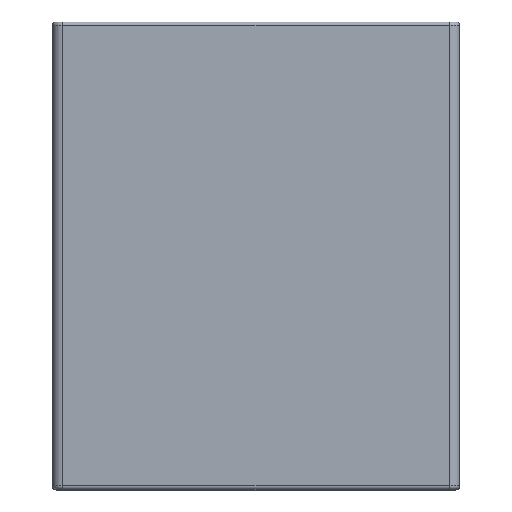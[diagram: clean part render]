
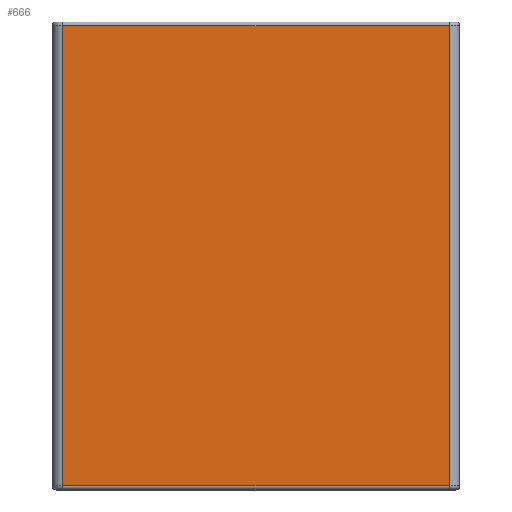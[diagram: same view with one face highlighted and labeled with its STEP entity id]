
A CAD part, top view. The second image highlights one B-rep face of the part: STEP entity #666.
In plain terms, the highlighted planar face has unit normal (0, 0, 1).
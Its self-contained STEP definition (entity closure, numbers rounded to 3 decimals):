
#159 = VERTEX_POINT('',#160);
#160 = CARTESIAN_POINT('',(-9.24,-10.23,7.2));
#216 = EDGE_CURVE('',#159,#217,#219,.T.);
#217 = VERTEX_POINT('',#218);
#218 = CARTESIAN_POINT('',(0.36,-10.23,7.2));
#219 = LINE('',#220,#221);
#220 = CARTESIAN_POINT('',(-9.24,-10.23,7.2));
#221 = VECTOR('',#222,1.);
#222 = DIRECTION('',(1.,0.,0.));
#616 = VERTEX_POINT('',#617);
#617 = CARTESIAN_POINT('',(-9.24,1.19,7.2));
#624 = EDGE_CURVE('',#616,#159,#625,.T.);
#625 = LINE('',#626,#627);
#626 = CARTESIAN_POINT('',(-9.24,1.28,7.2));
#627 = VECTOR('',#628,1.);
#628 = DIRECTION('',(0.,-1.,0.));
#666 = ADVANCED_FACE('',(#667),#685,.T.);
#667 = FACE_BOUND('',#668,.T.);
#668 = EDGE_LOOP('',(#669,#677,#683,#684));
#669 = ORIENTED_EDGE('',*,*,#670,.T.);
#670 = EDGE_CURVE('',#217,#671,#673,.T.);
#671 = VERTEX_POINT('',#672);
#672 = CARTESIAN_POINT('',(0.36,1.19,7.2));
#673 = LINE('',#674,#675);
#674 = CARTESIAN_POINT('',(0.36,-10.32,7.2));
#675 = VECTOR('',#676,1.);
#676 = DIRECTION('',(0.,1.,0.));
#677 = ORIENTED_EDGE('',*,*,#678,.T.);
#678 = EDGE_CURVE('',#671,#616,#679,.T.);
#679 = LINE('',#680,#681);
#680 = CARTESIAN_POINT('',(0.36,1.19,7.2));
#681 = VECTOR('',#682,1.);
#682 = DIRECTION('',(-1.,0.,0.));
#683 = ORIENTED_EDGE('',*,*,#624,.T.);
#684 = ORIENTED_EDGE('',*,*,#216,.T.);
#685 = PLANE('',#686);
#686 = AXIS2_PLACEMENT_3D('',#687,#688,#689);
#687 = CARTESIAN_POINT('',(-4.44,-4.52,7.2));
#688 = DIRECTION('',(0.,0.,1.));
#689 = DIRECTION('',(1.,0.,0.));
